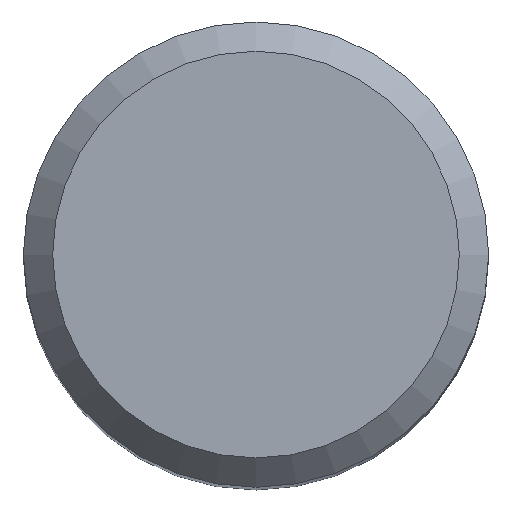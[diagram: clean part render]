
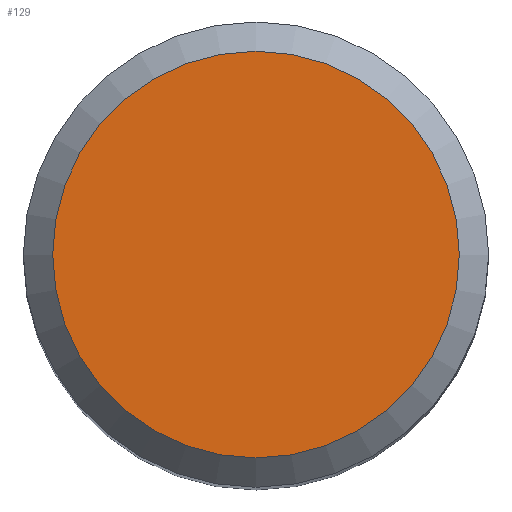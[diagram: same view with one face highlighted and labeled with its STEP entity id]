
A CAD part, top view. The second image highlights one B-rep face of the part: STEP entity #129.
In plain terms, the highlighted planar face has unit normal (0, 0, 1).
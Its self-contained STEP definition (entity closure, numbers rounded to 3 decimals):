
#129=ADVANCED_FACE('',(#160),#157,.F.);
#157=PLANE('',#444);
#160=FACE_OUTER_BOUND('',#171,.T.);
#171=EDGE_LOOP('',(#215));
#215=ORIENTED_EDGE('',*,*,#344,.F.);
#307=VERTEX_POINT('',#585);
#344=EDGE_CURVE('',#307,#307,#390,.T.);
#390=CIRCLE('',#443,6.935);
#443=AXIS2_PLACEMENT_3D('',#584,#493,#494);
#444=AXIS2_PLACEMENT_3D('',#586,#495,#496);
#493=DIRECTION('',(0.,0.,-1.));
#494=DIRECTION('',(-1.,0.,0.));
#495=DIRECTION('',(0.,0.,-1.));
#496=DIRECTION('',(1.,0.,0.));
#584=CARTESIAN_POINT('',(0.,0.,0.));
#585=CARTESIAN_POINT('',(-6.935,0.,0.));
#586=CARTESIAN_POINT('',(0.,0.,0.));
